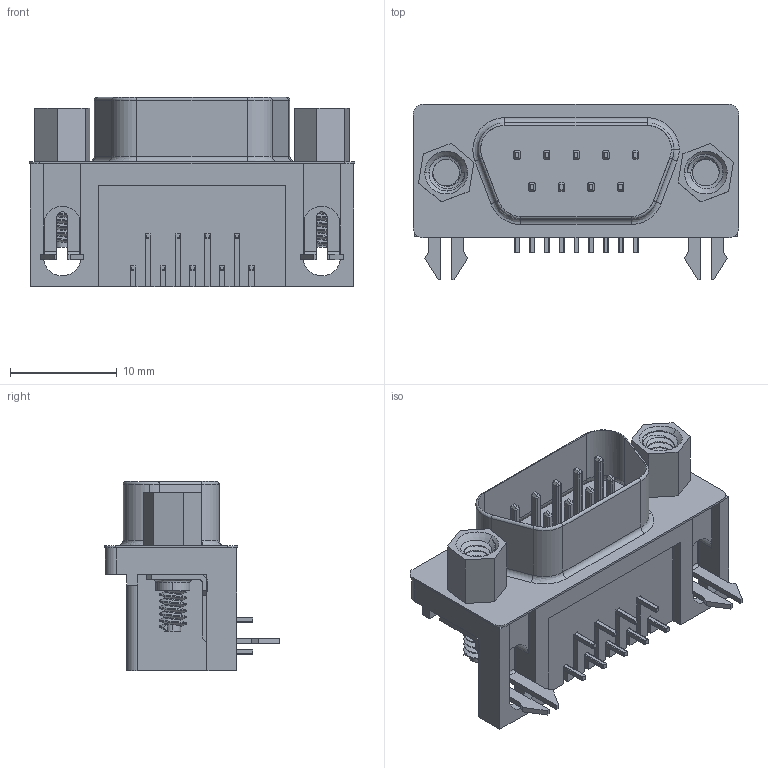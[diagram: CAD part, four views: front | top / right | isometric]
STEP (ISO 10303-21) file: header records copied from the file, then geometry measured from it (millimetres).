
FILE_DESCRIPTION (( 'STEP AP214' ), '1' );
FILE_NAME ('User Library-DRB-9M.STEP', '2011-02-13T19:41:14', ( 'SysAdmin' ), ( 'SolidWorks' ), 'SwSTEP 2.0', 'SolidWorks 2011', '' );
FILE_SCHEMA (( 'AUTOMOTIVE_DESIGN' ));
Length unit declared in the file: millimetre
Products named in the file (4): User Library-DRB-9M_DRB-9M_1; User Library-DRB-9M; User Library-DRB-9M_kont_1; User Library-DRB-9M_st_1
Assembly tree (5 placements, depth 2):
  User Library-DRB-9M
    User Library-DRB-9M_kont_1  x2
    User Library-DRB-9M_st_1  x2
    User Library-DRB-9M_DRB-9M_1
Bounding box: 30.5 x 16.4 x 17.7 mm (x, y, z)
Volume: 2843.3 mm3; surface area: 3764.2 mm2
Topology: 5 solids, 5 shells, 664 faces, 1702 edges, 1037 vertices
Faces by surface type: plane 331, cylinder 214, cone 78, bspline 41
Entity records: 25776 total; most frequent: CARTESIAN_POINT 6366, ORIENTED_EDGE 2774, DIRECTION 2658, EDGE_CURVE 1387, VECTOR 934, LINE 934, AXIS2_PLACEMENT_3D 862, VERTEX_POINT 852
